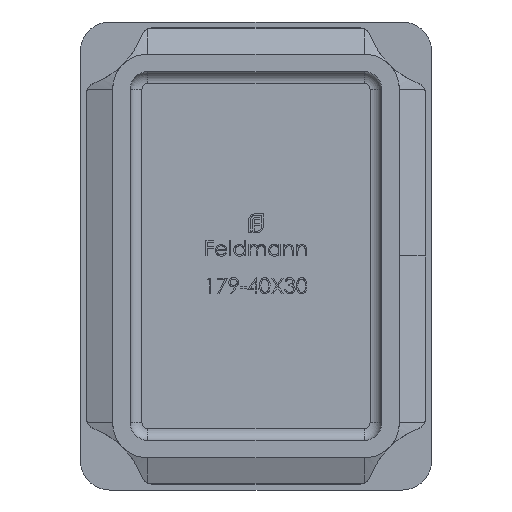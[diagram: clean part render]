
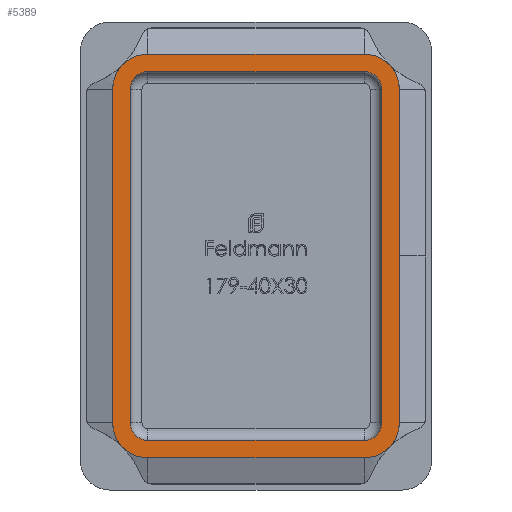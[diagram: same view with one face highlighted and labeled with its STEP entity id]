
A CAD part, front view. The second image highlights one B-rep face of the part: STEP entity #5389.
In plain terms, the highlighted planar face has unit normal (0, -1, 0).
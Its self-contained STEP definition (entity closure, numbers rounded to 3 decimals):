
#59 = DIRECTION ( 'NONE',  ( 0., 0., 1. ) ) ;
#95 = CARTESIAN_POINT ( 'NONE',  ( 9.25, -14., 14.25 ) ) ;
#322 = FACE_OUTER_BOUND ( 'NONE', #2622, .T. ) ;
#541 = DIRECTION ( 'NONE',  ( 0., 0., -1. ) ) ;
#570 = ORIENTED_EDGE ( 'NONE', *, *, #9440, .F. ) ;
#858 = VERTEX_POINT ( 'NONE', #14616 ) ;
#920 = CARTESIAN_POINT ( 'NONE',  ( 9.25, -14., -14.25 ) ) ;
#1059 = EDGE_CURVE ( 'NONE', #10312, #16442, #2012, .T. ) ;
#1216 = AXIS2_PLACEMENT_3D ( 'NONE', #2030, #4983, #541 ) ;
#1282 = CARTESIAN_POINT ( 'NONE',  ( -9.25, -14., 14.25 ) ) ;
#1319 = ORIENTED_EDGE ( 'NONE', *, *, #5580, .T. ) ;
#1501 = AXIS2_PLACEMENT_3D ( 'NONE', #1282, #6011, #59 ) ;
#1719 = VERTEX_POINT ( 'NONE', #13782 ) ;
#2012 = LINE ( 'NONE', #7341, #2705 ) ;
#2030 = CARTESIAN_POINT ( 'NONE',  ( 9.25, -14., -14.25 ) ) ;
#2078 = DIRECTION ( 'NONE',  ( 0., -1., 0. ) ) ;
#2116 = ORIENTED_EDGE ( 'NONE', *, *, #5201, .T. ) ;
#2219 = CIRCLE ( 'NONE', #1501, 1.5 ) ;
#2600 = ORIENTED_EDGE ( 'NONE', *, *, #11250, .F. ) ;
#2622 = EDGE_LOOP ( 'NONE', ( #1319, #11314, #8600, #12116, #10847, #14097, #15960, #2116 ) ) ;
#2642 = EDGE_CURVE ( 'NONE', #14081, #1719, #5494, .T. ) ;
#2705 = VECTOR ( 'NONE', #14637, 1000. ) ;
#3156 = DIRECTION ( 'NONE',  ( 0., -1., 0. ) ) ;
#3239 = VERTEX_POINT ( 'NONE', #15816 ) ;
#3338 = AXIS2_PLACEMENT_3D ( 'NONE', #18236, #3156, #18297 ) ;
#3543 = CARTESIAN_POINT ( 'NONE',  ( -10.75, -14., 14.25 ) ) ;
#3782 = CIRCLE ( 'NONE', #8342, 3. ) ;
#3946 = EDGE_CURVE ( 'NONE', #1719, #4441, #11983, .T. ) ;
#4134 = DIRECTION ( 'NONE',  ( 1., 0., 0. ) ) ;
#4230 = AXIS2_PLACEMENT_3D ( 'NONE', #12243, #2078, #14162 ) ;
#4386 = VERTEX_POINT ( 'NONE', #4911 ) ;
#4441 = VERTEX_POINT ( 'NONE', #16093 ) ;
#4567 = DIRECTION ( 'NONE',  ( 0., 0., 1. ) ) ;
#4575 = AXIS2_PLACEMENT_3D ( 'NONE', #95, #7444, #4677 ) ;
#4677 = DIRECTION ( 'NONE',  ( 0., 0., 1. ) ) ;
#4848 = DIRECTION ( 'NONE',  ( 0., -1., 0. ) ) ;
#4894 = DIRECTION ( 'NONE',  ( 1., 0., 0. ) ) ;
#4911 = CARTESIAN_POINT ( 'NONE',  ( 12.25, -14., 14.25 ) ) ;
#4983 = DIRECTION ( 'NONE',  ( 0., -1., 0. ) ) ;
#5201 = EDGE_CURVE ( 'NONE', #15283, #5327, #13535, .T. ) ;
#5269 = ORIENTED_EDGE ( 'NONE', *, *, #9913, .F. ) ;
#5327 = VERTEX_POINT ( 'NONE', #19421 ) ;
#5389 = ADVANCED_FACE ( 'NONE', ( #322, #11151 ), #18504, .T. ) ;
#5494 = CIRCLE ( 'NONE', #4575, 1.5 ) ;
#5580 = EDGE_CURVE ( 'NONE', #5327, #17362, #18726, .T. ) ;
#5776 = VECTOR ( 'NONE', #5842, 1000. ) ;
#5842 = DIRECTION ( 'NONE',  ( -1., 0., 0. ) ) ;
#6011 = DIRECTION ( 'NONE',  ( 0., -1., 0. ) ) ;
#6017 = AXIS2_PLACEMENT_3D ( 'NONE', #8861, #19432, #8935 ) ;
#6020 = CARTESIAN_POINT ( 'NONE',  ( 12.25, -14., 14.25 ) ) ;
#6122 = ORIENTED_EDGE ( 'NONE', *, *, #6467, .F. ) ;
#6145 = DIRECTION ( 'NONE',  ( 0., -1., 0. ) ) ;
#6300 = CARTESIAN_POINT ( 'NONE',  ( -12.25, -14., -14.25 ) ) ;
#6467 = EDGE_CURVE ( 'NONE', #14099, #7159, #11135, .T. ) ;
#6754 = EDGE_CURVE ( 'NONE', #3239, #14081, #16567, .T. ) ;
#6888 = CARTESIAN_POINT ( 'NONE',  ( -9.25, -14., 17.25 ) ) ;
#7003 = ORIENTED_EDGE ( 'NONE', *, *, #13441, .F. ) ;
#7159 = VERTEX_POINT ( 'NONE', #9918 ) ;
#7341 = CARTESIAN_POINT ( 'NONE',  ( -12.25, -14., 14.25 ) ) ;
#7429 = EDGE_CURVE ( 'NONE', #8294, #10312, #17280, .T. ) ;
#7444 = DIRECTION ( 'NONE',  ( 0., -1., 0. ) ) ;
#7530 = CIRCLE ( 'NONE', #1216, 1.5 ) ;
#7553 = DIRECTION ( 'NONE',  ( 0., 0., 1. ) ) ;
#7906 = LINE ( 'NONE', #13076, #5776 ) ;
#8258 = DIRECTION ( 'NONE',  ( 0., 0., 1. ) ) ;
#8294 = VERTEX_POINT ( 'NONE', #6888 ) ;
#8342 = AXIS2_PLACEMENT_3D ( 'NONE', #18198, #6145, #4567 ) ;
#8600 = ORIENTED_EDGE ( 'NONE', *, *, #11743, .T. ) ;
#8861 = CARTESIAN_POINT ( 'NONE',  ( 9.25, -14., 14.25 ) ) ;
#8935 = DIRECTION ( 'NONE',  ( 0., 0., 1. ) ) ;
#9225 = CARTESIAN_POINT ( 'NONE',  ( -10.75, -14., 14.25 ) ) ;
#9440 = EDGE_CURVE ( 'NONE', #10844, #3239, #7530, .T. ) ;
#9464 = VERTEX_POINT ( 'NONE', #15687 ) ;
#9526 = VECTOR ( 'NONE', #4134, 1000. ) ;
#9913 = EDGE_CURVE ( 'NONE', #7159, #9464, #14639, .T. ) ;
#9918 = CARTESIAN_POINT ( 'NONE',  ( -10.75, -14., -14.25 ) ) ;
#10251 = CARTESIAN_POINT ( 'NONE',  ( -9.25, -14., -17.25 ) ) ;
#10312 = VERTEX_POINT ( 'NONE', #17299 ) ;
#10323 = AXIS2_PLACEMENT_3D ( 'NONE', #15384, #4848, #10953 ) ;
#10631 = CARTESIAN_POINT ( 'NONE',  ( 12.25, -14., -14.25 ) ) ;
#10844 = VERTEX_POINT ( 'NONE', #16890 ) ;
#10847 = ORIENTED_EDGE ( 'NONE', *, *, #7429, .T. ) ;
#10953 = DIRECTION ( 'NONE',  ( 0., 0., 1. ) ) ;
#11135 = LINE ( 'NONE', #9225, #16337 ) ;
#11151 = FACE_BOUND ( 'NONE', #16031, .T. ) ;
#11250 = EDGE_CURVE ( 'NONE', #9464, #10844, #18835, .T. ) ;
#11292 = CARTESIAN_POINT ( 'NONE',  ( -9.25, -14., 15.75 ) ) ;
#11314 = ORIENTED_EDGE ( 'NONE', *, *, #18014, .T. ) ;
#11451 = DIRECTION ( 'NONE',  ( 0., -1., 0. ) ) ;
#11743 = EDGE_CURVE ( 'NONE', #4386, #858, #18817, .T. ) ;
#11753 = VECTOR ( 'NONE', #14215, 1000. ) ;
#11983 = LINE ( 'NONE', #11292, #11753 ) ;
#12106 = DIRECTION ( 'NONE',  ( 0., 0., -1. ) ) ;
#12116 = ORIENTED_EDGE ( 'NONE', *, *, #12976, .T. ) ;
#12243 = CARTESIAN_POINT ( 'NONE',  ( -9.25, -14., -14.25 ) ) ;
#12444 = ORIENTED_EDGE ( 'NONE', *, *, #6754, .F. ) ;
#12715 = CARTESIAN_POINT ( 'NONE',  ( -9.25, -14., -17.25 ) ) ;
#12976 = EDGE_CURVE ( 'NONE', #858, #8294, #7906, .T. ) ;
#13076 = CARTESIAN_POINT ( 'NONE',  ( -9.25, -14., 17.25 ) ) ;
#13441 = EDGE_CURVE ( 'NONE', #4441, #14099, #2219, .T. ) ;
#13535 = LINE ( 'NONE', #10251, #9526 ) ;
#13782 = CARTESIAN_POINT ( 'NONE',  ( 9.25, -14., 15.75 ) ) ;
#13879 = ORIENTED_EDGE ( 'NONE', *, *, #2642, .F. ) ;
#13966 = VECTOR ( 'NONE', #8258, 1000. ) ;
#14081 = VERTEX_POINT ( 'NONE', #18690 ) ;
#14097 = ORIENTED_EDGE ( 'NONE', *, *, #1059, .T. ) ;
#14099 = VERTEX_POINT ( 'NONE', #3543 ) ;
#14116 = VECTOR ( 'NONE', #4894, 1000. ) ;
#14162 = DIRECTION ( 'NONE',  ( 0., 0., 1. ) ) ;
#14215 = DIRECTION ( 'NONE',  ( -1., 0., 0. ) ) ;
#14449 = DIRECTION ( 'NONE',  ( 0., 0., -1. ) ) ;
#14616 = CARTESIAN_POINT ( 'NONE',  ( 9.25, -14., 17.25 ) ) ;
#14637 = DIRECTION ( 'NONE',  ( 0., 0., -1. ) ) ;
#14639 = CIRCLE ( 'NONE', #4230, 1.5 ) ;
#14866 = AXIS2_PLACEMENT_3D ( 'NONE', #920, #11451, #14449 ) ;
#15124 = LINE ( 'NONE', #6020, #17717 ) ;
#15283 = VERTEX_POINT ( 'NONE', #12715 ) ;
#15299 = ORIENTED_EDGE ( 'NONE', *, *, #3946, .F. ) ;
#15384 = CARTESIAN_POINT ( 'NONE',  ( -9.25, -14., 14.25 ) ) ;
#15687 = CARTESIAN_POINT ( 'NONE',  ( -9.25, -14., -15.75 ) ) ;
#15816 = CARTESIAN_POINT ( 'NONE',  ( 10.75, -14., -14.25 ) ) ;
#15960 = ORIENTED_EDGE ( 'NONE', *, *, #16833, .T. ) ;
#16031 = EDGE_LOOP ( 'NONE', ( #6122, #7003, #15299, #13879, #12444, #570, #2600, #5269 ) ) ;
#16093 = CARTESIAN_POINT ( 'NONE',  ( -9.25, -14., 15.75 ) ) ;
#16337 = VECTOR ( 'NONE', #12106, 1000. ) ;
#16442 = VERTEX_POINT ( 'NONE', #6300 ) ;
#16567 = LINE ( 'NONE', #17324, #13966 ) ;
#16833 = EDGE_CURVE ( 'NONE', #16442, #15283, #3782, .T. ) ;
#16890 = CARTESIAN_POINT ( 'NONE',  ( 9.25, -14., -15.75 ) ) ;
#17280 = CIRCLE ( 'NONE', #10323, 3. ) ;
#17299 = CARTESIAN_POINT ( 'NONE',  ( -12.25, -14., 14.25 ) ) ;
#17324 = CARTESIAN_POINT ( 'NONE',  ( 10.75, -14., 14.25 ) ) ;
#17362 = VERTEX_POINT ( 'NONE', #10631 ) ;
#17717 = VECTOR ( 'NONE', #7553, 1000. ) ;
#18014 = EDGE_CURVE ( 'NONE', #17362, #4386, #15124, .T. ) ;
#18198 = CARTESIAN_POINT ( 'NONE',  ( -9.25, -14., -14.25 ) ) ;
#18236 = CARTESIAN_POINT ( 'NONE',  ( 9.25, -14., -14.25 ) ) ;
#18297 = DIRECTION ( 'NONE',  ( 0., 0., -1. ) ) ;
#18504 = PLANE ( 'NONE',  #3338 ) ;
#18599 = CARTESIAN_POINT ( 'NONE',  ( -9.25, -14., -15.75 ) ) ;
#18690 = CARTESIAN_POINT ( 'NONE',  ( 10.75, -14., 14.25 ) ) ;
#18726 = CIRCLE ( 'NONE', #14866, 3. ) ;
#18817 = CIRCLE ( 'NONE', #6017, 3. ) ;
#18835 = LINE ( 'NONE', #18599, #14116 ) ;
#19421 = CARTESIAN_POINT ( 'NONE',  ( 9.25, -14., -17.25 ) ) ;
#19432 = DIRECTION ( 'NONE',  ( 0., -1., 0. ) ) ;
